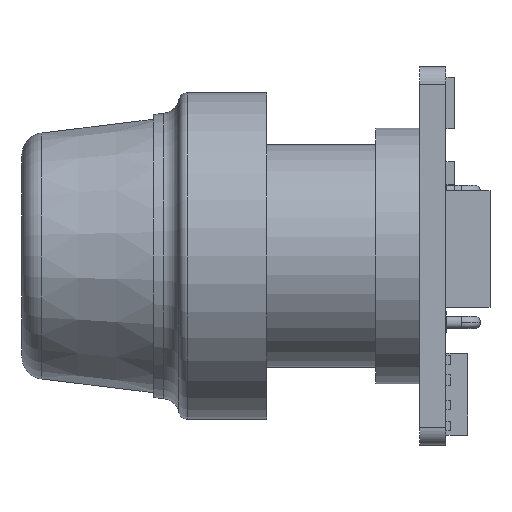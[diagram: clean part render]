
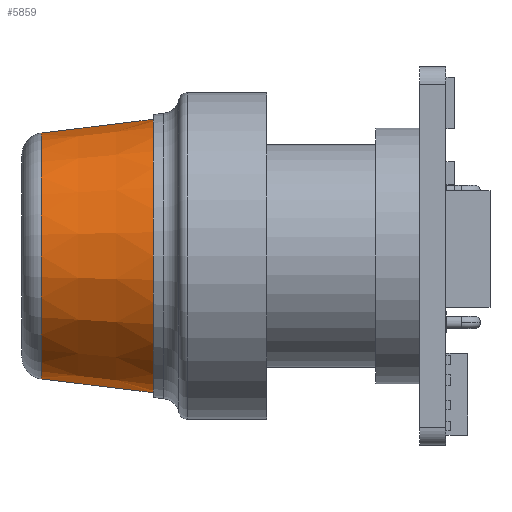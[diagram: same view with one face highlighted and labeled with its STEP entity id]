
A CAD part, left-side view. The second image highlights one B-rep face of the part: STEP entity #5859.
In plain terms, the highlighted conical face has half-angle 7 degrees and reference radius 7.944 mm.
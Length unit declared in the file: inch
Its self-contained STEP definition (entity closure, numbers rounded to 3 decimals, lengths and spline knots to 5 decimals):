
#54 = CARTESIAN_POINT ( 'NONE',  ( -0.25898, 0.67, 0.31274 ) ) ;
#360 = LINE ( 'NONE', #9150, #7815 ) ;
#441 = VERTEX_POINT ( 'NONE', #3881 ) ;
#467 = DIRECTION ( 'NONE',  ( 0., -0.993, -0.122 ) ) ;
#475 = ORIENTED_EDGE ( 'NONE', *, *, #7716, .T. ) ;
#683 = EDGE_LOOP ( 'NONE', ( #2386, #8651, #475, #3517 ) ) ;
#867 = CARTESIAN_POINT ( 'NONE',  ( -0.25898, 0.67, 0.31274 ) ) ;
#913 = CARTESIAN_POINT ( 'NONE',  ( -0.25898, 0.67, -0.31274 ) ) ;
#1727 = AXIS2_PLACEMENT_3D ( 'NONE', #2988, #9377, #5410 ) ;
#2386 = ORIENTED_EDGE ( 'NONE', *, *, #4695, .T. ) ;
#2407 = DIRECTION ( 'NONE',  ( 0., 1., 0. ) ) ;
#2598 = AXIS2_PLACEMENT_3D ( 'NONE', #2997, #9386, #6882 ) ;
#2786 = CONICAL_SURFACE ( 'NONE', #2598, 0.31274, 0.122 ) ;
#2988 = CARTESIAN_POINT ( 'NONE',  ( -0.25898, 0.92609, 0. ) ) ;
#2997 = CARTESIAN_POINT ( 'NONE',  ( -0.25898, 0.67, 0. ) ) ;
#3256 = CIRCLE ( 'NONE', #1727, 0.28129 ) ;
#3258 = VERTEX_POINT ( 'NONE', #7564 ) ;
#3517 = ORIENTED_EDGE ( 'NONE', *, *, #7857, .F. ) ;
#3881 = CARTESIAN_POINT ( 'NONE',  ( -0.25898, 0.92609, -0.28129 ) ) ;
#4421 = AXIS2_PLACEMENT_3D ( 'NONE', #4712, #2407, #8712 ) ;
#4695 = EDGE_CURVE ( 'NONE', #3258, #441, #3256, .T. ) ;
#4712 = CARTESIAN_POINT ( 'NONE',  ( -0.25898, 0.67, 0. ) ) ;
#5120 = EDGE_CURVE ( 'NONE', #441, #7836, #360, .T. ) ;
#5410 = DIRECTION ( 'NONE',  ( 0., 0., -1. ) ) ;
#5859 = ADVANCED_FACE ( 'NONE', ( #8395 ), #2786, .T. ) ;
#6111 = CIRCLE ( 'NONE', #4421, 0.31274 ) ;
#6882 = DIRECTION ( 'NONE',  ( 0., 0., 1. ) ) ;
#7564 = CARTESIAN_POINT ( 'NONE',  ( -0.25898, 0.92609, 0.28129 ) ) ;
#7716 = EDGE_CURVE ( 'NONE', #7836, #8703, #6111, .T. ) ;
#7815 = VECTOR ( 'NONE', #467, 39.37008 ) ;
#7836 = VERTEX_POINT ( 'NONE', #913 ) ;
#7857 = EDGE_CURVE ( 'NONE', #3258, #8703, #9733, .T. ) ;
#8395 = FACE_OUTER_BOUND ( 'NONE', #683, .T. ) ;
#8651 = ORIENTED_EDGE ( 'NONE', *, *, #5120, .T. ) ;
#8703 = VERTEX_POINT ( 'NONE', #54 ) ;
#8712 = DIRECTION ( 'NONE',  ( 0., 0., 1. ) ) ;
#8959 = DIRECTION ( 'NONE',  ( 0., -0.993, 0.122 ) ) ;
#9150 = CARTESIAN_POINT ( 'NONE',  ( -0.25898, 0.67, -0.31274 ) ) ;
#9284 = VECTOR ( 'NONE', #8959, 39.37008 ) ;
#9377 = DIRECTION ( 'NONE',  ( 0., -1., 0. ) ) ;
#9386 = DIRECTION ( 'NONE',  ( 0., -1., 0. ) ) ;
#9733 = LINE ( 'NONE', #867, #9284 ) ;
